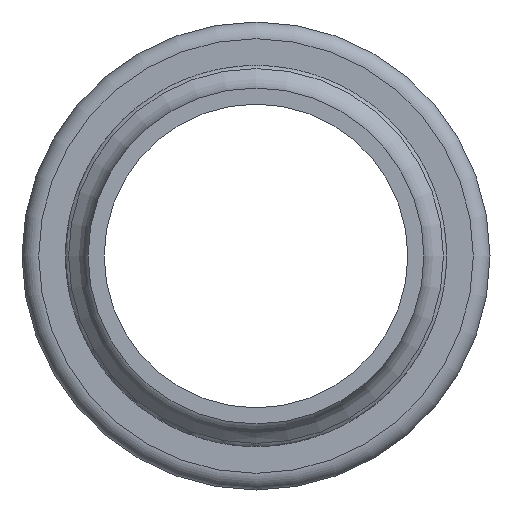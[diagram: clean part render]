
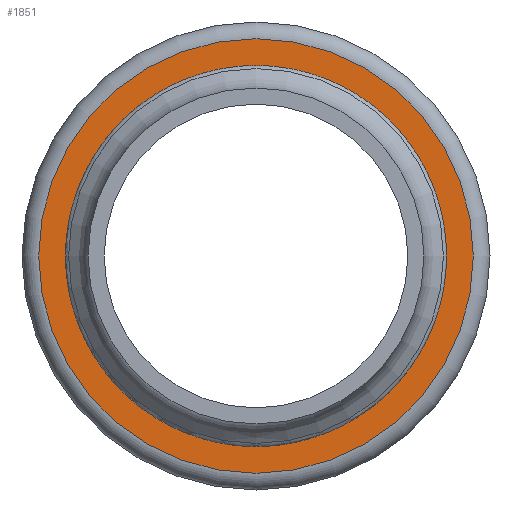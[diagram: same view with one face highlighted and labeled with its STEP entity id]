
A CAD part, left-side view. The second image highlights one B-rep face of the part: STEP entity #1851.
In plain terms, the highlighted planar face has unit normal (-1, 0, 0).
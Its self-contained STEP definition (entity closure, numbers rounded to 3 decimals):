
#1810=CARTESIAN_POINT('',(-54.492,-0.,33.806));
#1811=VERTEX_POINT('',#1810);
#1819=CARTESIAN_POINT('',(-54.492,0.,0.));
#1820=DIRECTION('',(-1.,0.,0.));
#1821=DIRECTION('',(0.,0.,1.));
#1822=AXIS2_PLACEMENT_3D('',#1819,#1820,#1821);
#1823=CIRCLE('',#1822,33.806);
#1824=EDGE_CURVE('',#1811,#1811,#1823,.T.);
#1832=CARTESIAN_POINT('',(-54.492,-0.,-39.001));
#1833=DIRECTION('',(-1.,0.,0.));
#1834=DIRECTION('',(0.,0.,1.));
#1835=AXIS2_PLACEMENT_3D('',#1832,#1833,#1834);
#1836=PLANE('',#1835);
#1837=CARTESIAN_POINT('',(-54.492,-0.,39.001));
#1838=VERTEX_POINT('',#1837);
#1839=CARTESIAN_POINT('',(-54.492,0.,0.));
#1840=DIRECTION('',(-1.,0.,0.));
#1841=DIRECTION('',(0.,0.,1.));
#1842=AXIS2_PLACEMENT_3D('',#1839,#1840,#1841);
#1843=CIRCLE('',#1842,39.001);
#1844=EDGE_CURVE('',#1838,#1838,#1843,.T.);
#1845=ORIENTED_EDGE('',*,*,#1844,.T.);
#1846=EDGE_LOOP('',(#1845));
#1847=FACE_BOUND('',#1846,.T.);
#1848=ORIENTED_EDGE('',*,*,#1824,.F.);
#1849=EDGE_LOOP('',(#1848));
#1850=FACE_BOUND('',#1849,.T.);
#1851=ADVANCED_FACE('',(#1847,#1850),#1836,.T.);
